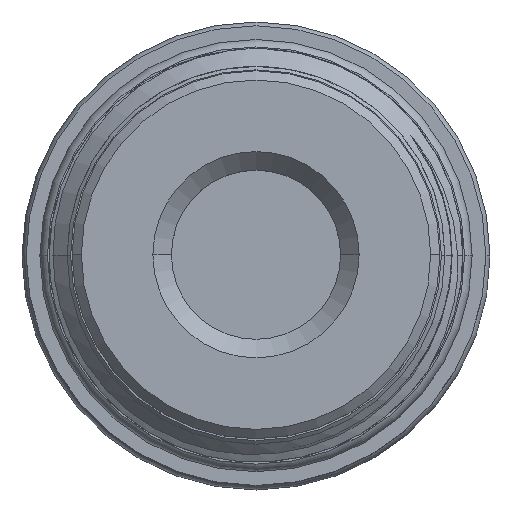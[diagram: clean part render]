
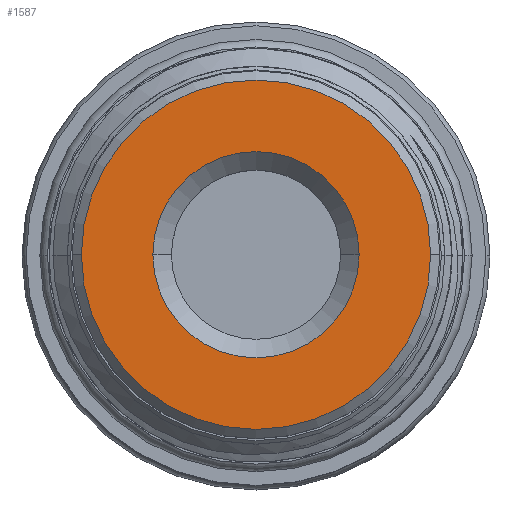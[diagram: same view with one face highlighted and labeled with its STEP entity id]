
A CAD part, top view. The second image highlights one B-rep face of the part: STEP entity #1587.
In plain terms, the highlighted planar face has unit normal (0, 0, 1).
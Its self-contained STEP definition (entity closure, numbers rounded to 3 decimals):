
#706 = ORIENTED_EDGE ( 'NONE', *, *, #4984, .F. ) ;
#707 = ORIENTED_EDGE ( 'NONE', *, *, #5140, .F. ) ;
#708 = ORIENTED_EDGE ( 'NONE', *, *, #5147, .F. ) ;
#709 = ORIENTED_EDGE ( 'NONE', *, *, #4982, .F. ) ;
#1046 = VERTEX_POINT ( 'NONE', #3595 ) ;
#1051 = VERTEX_POINT ( 'NONE', #3598 ) ;
#1111 = VERTEX_POINT ( 'NONE', #3635 ) ;
#1117 = VERTEX_POINT ( 'NONE', #3640 ) ;
#1587 = ADVANCED_FACE ( 'NONE', ( #2396, #2398 ), #6891, .T. ) ;
#1608 = EDGE_LOOP ( 'NONE', ( #709, #708 ) ) ;
#2396 = FACE_OUTER_BOUND ( 'NONE', #1608, .T. ) ;
#2398 = FACE_BOUND ( 'NONE', #2790, .T. ) ;
#2551 = CIRCLE ( 'NONE', #5416, 15.075 ) ;
#2556 = CIRCLE ( 'NONE', #5417, 8.9 ) ;
#2695 = CIRCLE ( 'NONE', #5478, 8.9 ) ;
#2702 = CIRCLE ( 'NONE', #5485, 15.075 ) ;
#2790 = EDGE_LOOP ( 'NONE', ( #707, #706 ) ) ;
#3595 = CARTESIAN_POINT ( 'NONE',  ( 8.9, 0., 108.85 ) ) ;
#3598 = CARTESIAN_POINT ( 'NONE',  ( -8.9, 0., 108.85 ) ) ;
#3635 = CARTESIAN_POINT ( 'NONE',  ( 15.075, 0., 108.85 ) ) ;
#3640 = CARTESIAN_POINT ( 'NONE',  ( -15.075, 0., 108.85 ) ) ;
#4982 = EDGE_CURVE ( 'NONE', #1117, #1111, #2551, .T. ) ;
#4984 = EDGE_CURVE ( 'NONE', #1051, #1046, #2556, .T. ) ;
#5140 = EDGE_CURVE ( 'NONE', #1046, #1051, #2695, .T. ) ;
#5147 = EDGE_CURVE ( 'NONE', #1111, #1117, #2702, .T. ) ;
#5344 = AXIS2_PLACEMENT_3D ( 'NONE', #6888, #6893, #6894 ) ;
#5416 = AXIS2_PLACEMENT_3D ( 'NONE', #7866, #7867, #7868 ) ;
#5417 = AXIS2_PLACEMENT_3D ( 'NONE', #7871, #7872, #7873 ) ;
#5478 = AXIS2_PLACEMENT_3D ( 'NONE', #8961, #8962, #8963 ) ;
#5485 = AXIS2_PLACEMENT_3D ( 'NONE', #9027, #9028, #9029 ) ;
#6888 = CARTESIAN_POINT ( 'NONE',  ( -15.075, 0., 108.85 ) ) ;
#6891 = PLANE ( 'NONE',  #5344 ) ;
#6893 = DIRECTION ( 'NONE',  ( 0., 0., 1. ) ) ;
#6894 = DIRECTION ( 'NONE',  ( 1., 0., 0. ) ) ;
#7866 = CARTESIAN_POINT ( 'NONE',  ( 0., 0., 108.85 ) ) ;
#7867 = DIRECTION ( 'NONE',  ( 0., 0., -1. ) ) ;
#7868 = DIRECTION ( 'NONE',  ( -1., 0., 0. ) ) ;
#7871 = CARTESIAN_POINT ( 'NONE',  ( 0., 0., 108.85 ) ) ;
#7872 = DIRECTION ( 'NONE',  ( 0., 0., 1. ) ) ;
#7873 = DIRECTION ( 'NONE',  ( 1., 0., 0. ) ) ;
#8961 = CARTESIAN_POINT ( 'NONE',  ( 0., 0., 108.85 ) ) ;
#8962 = DIRECTION ( 'NONE',  ( 0., 0., 1. ) ) ;
#8963 = DIRECTION ( 'NONE',  ( 1., 0., 0. ) ) ;
#9027 = CARTESIAN_POINT ( 'NONE',  ( 0., 0., 108.85 ) ) ;
#9028 = DIRECTION ( 'NONE',  ( 0., 0., -1. ) ) ;
#9029 = DIRECTION ( 'NONE',  ( -1., 0., 0. ) ) ;
